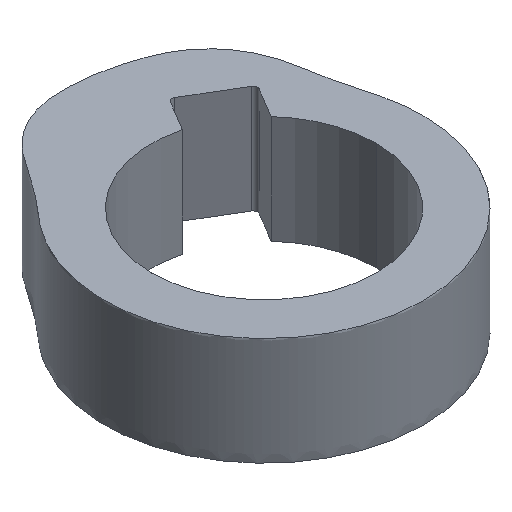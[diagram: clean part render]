
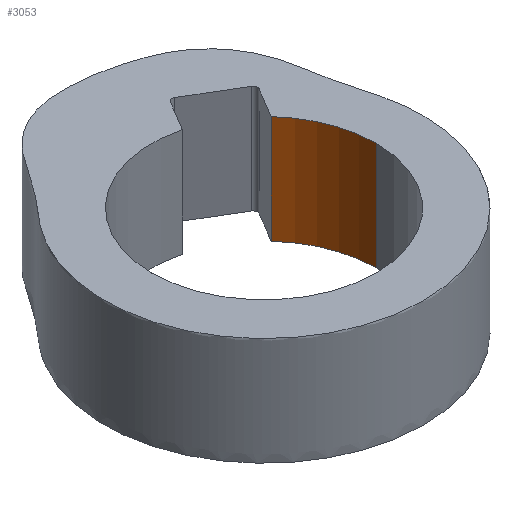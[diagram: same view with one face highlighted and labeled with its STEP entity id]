
A CAD part, isometric view. The second image highlights one B-rep face of the part: STEP entity #3053.
In plain terms, the highlighted cylindrical face has radius 5.2 mm (diameter 10.4 mm), a partial arc.
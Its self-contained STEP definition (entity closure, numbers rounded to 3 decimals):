
#2962=CARTESIAN_POINT('Axis2P3D Location',(0.,0.,2.5)) ;
#2980=CARTESIAN_POINT('Vertex',(5.2,0.,5.)) ;
#2983=CARTESIAN_POINT('Line Origine',(5.2,0.,2.5)) ;
#2987=CARTESIAN_POINT('Vertex',(5.2,0.,0.)) ;
#3028=CARTESIAN_POINT('Line Origine',(3.839,3.508,2.5)) ;
#3032=CARTESIAN_POINT('Vertex',(3.839,3.508,0.)) ;
#3034=CARTESIAN_POINT('Vertex',(3.839,3.508,5.)) ;
#3037=CARTESIAN_POINT('Axis2P3D Location',(0.,0.,0.)) ;
#3042=CARTESIAN_POINT('Axis2P3D Location',(0.,0.,5.)) ;
#2963=DIRECTION('Axis2P3D Direction',(0.,0.,1.)) ;
#2964=DIRECTION('Axis2P3D XDirection',(1.,0.,0.)) ;
#2984=DIRECTION('Vector Direction',(0.,0.,1.)) ;
#3029=DIRECTION('Vector Direction',(0.,0.,1.)) ;
#3038=DIRECTION('Axis2P3D Direction',(0.,0.,1.)) ;
#3043=DIRECTION('Axis2P3D Direction',(0.,0.,1.)) ;
#2965=AXIS2_PLACEMENT_3D('Cylinder Axis2P3D',#2962,#2963,#2964) ;
#3039=AXIS2_PLACEMENT_3D('Circle Axis2P3D',#3037,#3038,$) ;
#3044=AXIS2_PLACEMENT_3D('Circle Axis2P3D',#3042,#3043,$) ;
#3048=ORIENTED_EDGE('',*,*,#3036,.F.) ;
#3049=ORIENTED_EDGE('',*,*,#3041,.F.) ;
#3050=ORIENTED_EDGE('',*,*,#2989,.F.) ;
#3051=ORIENTED_EDGE('',*,*,#3046,.T.) ;
#2985=VECTOR('Line Direction',#2984,1.) ;
#3030=VECTOR('Line Direction',#3029,1.) ;
#3053=ADVANCED_FACE('Corps principal',(#3052),#2966,.F.) ;
#3040=CIRCLE('generated circle',#3039,5.2) ;
#3045=CIRCLE('generated circle',#3044,5.2) ;
#2966=CYLINDRICAL_SURFACE('generated cylinder',#2965,5.2) ;
#2989=EDGE_CURVE('',#2981,#2988,#2986,.F.) ;
#3036=EDGE_CURVE('',#3033,#3035,#3031,.T.) ;
#3041=EDGE_CURVE('',#2988,#3033,#3040,.T.) ;
#3046=EDGE_CURVE('',#2981,#3035,#3045,.T.) ;
#3047=EDGE_LOOP('',(#3048,#3049,#3050,#3051)) ;
#3052=FACE_OUTER_BOUND('',#3047,.T.) ;
#2986=LINE('Line',#2983,#2985) ;
#3031=LINE('Line',#3028,#3030) ;
#2981=VERTEX_POINT('',#2980) ;
#2988=VERTEX_POINT('',#2987) ;
#3033=VERTEX_POINT('',#3032) ;
#3035=VERTEX_POINT('',#3034) ;
